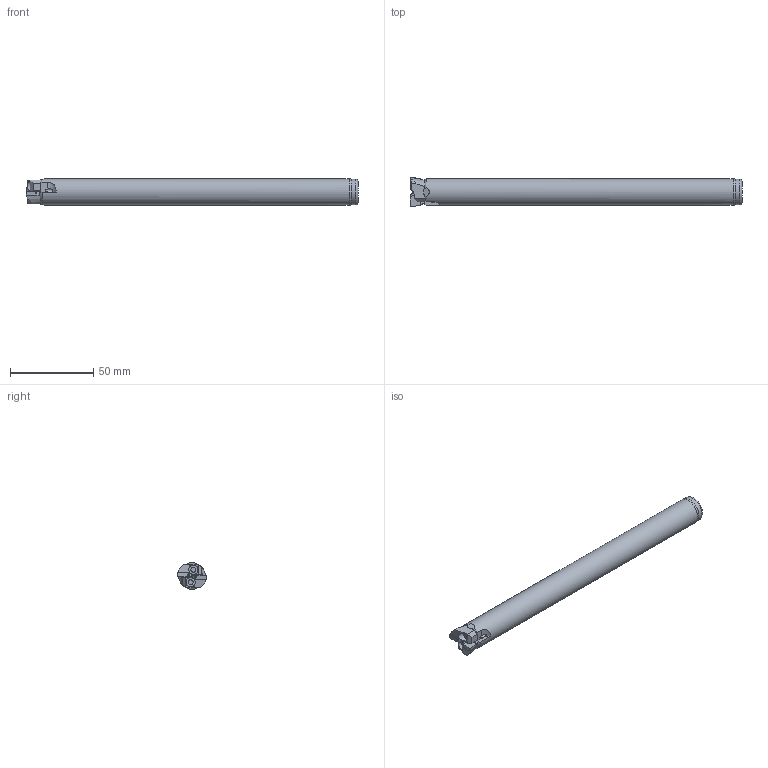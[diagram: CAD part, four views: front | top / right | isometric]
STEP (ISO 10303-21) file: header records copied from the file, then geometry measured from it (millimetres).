
FILE_DESCRIPTION(/* description */ (''),/* implementation_level */ '2;1');
FILE_NAME(/* name */ 'ABHR-D18x22-W16-L200-CC06.stp',/* time_stamp */ '2023-10-12T09:39:02+03:00',/* author */ (''),/* organization */ (''),/* preprocessor_version */ 'ST-DEVELOPER v19.4',/* originating_system */ 'SIEMENS PLM Software NX2306.3001',/* authorisation */ '');
FILE_SCHEMA (('AP203_CONFIGURATION_CONTROLLED_3D_DESIGN_OF_MECHANICAL_PARTS_AND_ASSEMBLIES_MIM_LF { 1 0 10303 403 2 1 2}'));
Length unit declared in the file: millimetre
Products named in the file (1): model1
Bounding box: 200 x 17.99 x 16 mm (x, y, z)
Volume: 39280.8 mm3; surface area: 10984.1 mm2
Topology: 3 solids, 3 shells, 102 faces, 281 edges, 185 vertices
Faces by surface type: plane 62, cylinder 22, cone 17, torus 1
Full cylindrical faces by diameter (mm): 2 x2, 3 x2, 5.6 x2, 15.5 x1, 16 x1
Entity records: 4065 total; most frequent: CARTESIAN_POINT 761, ORIENTED_EDGE 520, DIRECTION 506, EDGE_CURVE 260, VERTEX_POINT 178, AXIS2_PLACEMENT_3D 177, LINE 152, VECTOR 152
